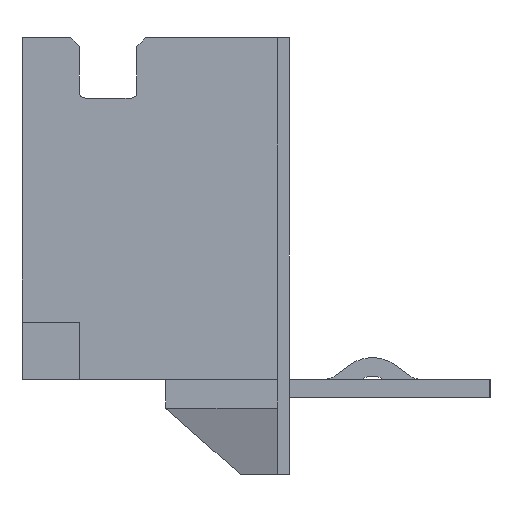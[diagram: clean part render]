
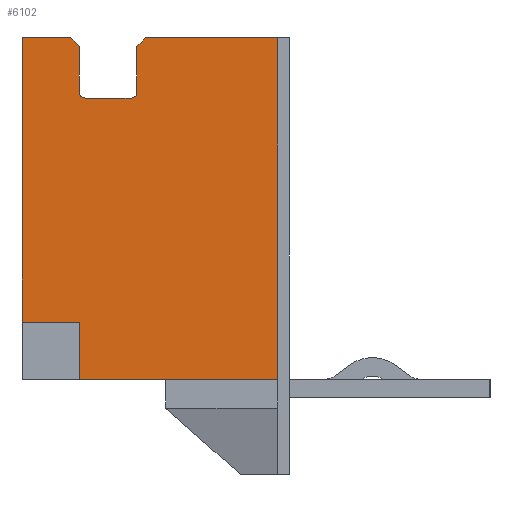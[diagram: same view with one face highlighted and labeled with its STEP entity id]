
A CAD part, left-side view. The second image highlights one B-rep face of the part: STEP entity #6102.
In plain terms, the highlighted planar face has unit normal (-1, 0, 0).
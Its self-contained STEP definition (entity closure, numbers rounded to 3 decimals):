
#57=DIRECTION('',(0.,-1.,0.));
#58=VECTOR('',#57,3.45);
#59=CARTESIAN_POINT('',(-9.,1.325,-2.15));
#60=LINE('',#59,#58);
#205=DIRECTION('',(0.,0.,1.));
#206=VECTOR('',#205,1.);
#207=CARTESIAN_POINT('',(-9.,1.325,-2.15));
#208=LINE('',#207,#206);
#209=DIRECTION('',(0.,-1.,0.));
#210=VECTOR('',#209,1.);
#211=CARTESIAN_POINT('',(-9.,2.325,-1.15));
#212=LINE('',#211,#210);
#213=DIRECTION('',(0.,0.,1.));
#214=VECTOR('',#213,4.95);
#215=CARTESIAN_POINT('',(-9.,2.325,-1.15));
#216=LINE('',#215,#214);
#217=DIRECTION('',(0.,0.,-1.));
#218=VECTOR('',#217,0.8);
#219=CARTESIAN_POINT('',(-9.,1.325,3.65));
#220=LINE('',#219,#218);
#221=CARTESIAN_POINT('',(-9.,1.225,2.85));
#222=DIRECTION('',(1.,0.,0.));
#223=DIRECTION('',(0.,0.,-1.));
#224=AXIS2_PLACEMENT_3D('',#221,#222,#223);
#226=DIRECTION('',(0.,1.,0.));
#227=VECTOR('',#226,0.8);
#228=CARTESIAN_POINT('',(-9.,0.425,2.75));
#229=LINE('',#228,#227);
#230=CARTESIAN_POINT('',(-9.,0.425,2.85));
#231=DIRECTION('',(1.,0.,0.));
#232=DIRECTION('',(0.,-1.,0.));
#233=AXIS2_PLACEMENT_3D('',#230,#231,#232);
#235=DIRECTION('',(0.,0.,-1.));
#236=VECTOR('',#235,0.8);
#237=CARTESIAN_POINT('',(-9.,0.325,3.65));
#238=LINE('',#237,#236);
#239=DIRECTION('',(0.,0.,1.));
#240=VECTOR('',#239,5.95);
#241=CARTESIAN_POINT('',(-9.,-2.125,-2.15));
#242=LINE('',#241,#240);
#337=DIRECTION('',(0.,0.707,-0.707));
#338=VECTOR('',#337,0.212);
#339=CARTESIAN_POINT('',(-9.,0.175,3.8));
#340=LINE('',#339,#338);
#345=DIRECTION('',(0.,-1.,0.));
#346=VECTOR('',#345,0.85);
#347=CARTESIAN_POINT('',(-9.,2.325,3.8));
#348=LINE('',#347,#346);
#365=DIRECTION('',(0.,-1.,0.));
#366=VECTOR('',#365,2.3);
#367=CARTESIAN_POINT('',(-9.,0.175,3.8));
#368=LINE('',#367,#366);
#517=DIRECTION('',(0.,-0.707,-0.707));
#518=VECTOR('',#517,0.212);
#519=CARTESIAN_POINT('',(-9.,1.475,3.8));
#520=LINE('',#519,#518);
#4480=CARTESIAN_POINT('',(-9.,2.325,3.8));
#4482=VERTEX_POINT('',#4480);
#4487=CARTESIAN_POINT('',(-9.,0.325,2.85));
#4488=CARTESIAN_POINT('',(-9.,0.425,2.75));
#4489=VERTEX_POINT('',#4487);
#4490=VERTEX_POINT('',#4488);
#4491=CARTESIAN_POINT('',(-9.,1.225,2.75));
#4492=VERTEX_POINT('',#4491);
#4493=CARTESIAN_POINT('',(-9.,1.325,2.85));
#4494=VERTEX_POINT('',#4493);
#4527=CARTESIAN_POINT('',(-9.,1.475,3.8));
#4528=VERTEX_POINT('',#4527);
#4529=CARTESIAN_POINT('',(-9.,1.325,3.65));
#4530=VERTEX_POINT('',#4529);
#4543=CARTESIAN_POINT('',(-9.,0.175,3.8));
#4545=VERTEX_POINT('',#4543);
#4547=CARTESIAN_POINT('',(-9.,0.325,3.65));
#4549=VERTEX_POINT('',#4547);
#5359=CARTESIAN_POINT('',(-9.,1.325,-2.15));
#5360=CARTESIAN_POINT('',(-9.,1.325,-1.15));
#5361=VERTEX_POINT('',#5359);
#5362=VERTEX_POINT('',#5360);
#5363=CARTESIAN_POINT('',(-9.,2.325,-1.15));
#5364=VERTEX_POINT('',#5363);
#5371=CARTESIAN_POINT('',(-9.,-2.125,-2.15));
#5372=VERTEX_POINT('',#5371);
#5687=CARTESIAN_POINT('',(-9.,-2.125,3.8));
#5688=VERTEX_POINT('',#5687);
#6069=CARTESIAN_POINT('',(-9.,2.325,-3.8));
#6070=DIRECTION('',(-1.,0.,0.));
#6071=DIRECTION('',(0.,-1.,0.));
#6072=AXIS2_PLACEMENT_3D('',#6069,#6070,#6071);
#6073=PLANE('',#6072);
#6074=ORIENTED_EDGE('',*,*,#6059,.T.);
#6076=ORIENTED_EDGE('',*,*,#6075,.F.);
#6078=ORIENTED_EDGE('',*,*,#6077,.T.);
#6080=ORIENTED_EDGE('',*,*,#6079,.T.);
#6082=ORIENTED_EDGE('',*,*,#6081,.T.);
#6084=ORIENTED_EDGE('',*,*,#6083,.T.);
#6086=ORIENTED_EDGE('',*,*,#6085,.F.);
#6088=ORIENTED_EDGE('',*,*,#6087,.F.);
#6090=ORIENTED_EDGE('',*,*,#6089,.F.);
#6092=ORIENTED_EDGE('',*,*,#6091,.F.);
#6094=ORIENTED_EDGE('',*,*,#6093,.F.);
#6096=ORIENTED_EDGE('',*,*,#6095,.T.);
#6098=ORIENTED_EDGE('',*,*,#6097,.F.);
#6099=ORIENTED_EDGE('',*,*,#5913,.F.);
#6100=EDGE_LOOP('',(#6074,#6076,#6078,#6080,#6082,#6084,#6086,#6088,#6090,#6092,
#6094,#6096,#6098,#6099));
#6101=FACE_OUTER_BOUND('',#6100,.F.);
#6102=ADVANCED_FACE('',(#6101),#6073,.T.);
#225=CIRCLE('',#224,0.1);
#234=CIRCLE('',#233,0.1);
#5913=EDGE_CURVE('',#5361,#5372,#60,.T.);
#6059=EDGE_CURVE('',#5361,#5362,#208,.T.);
#6075=EDGE_CURVE('',#5364,#5362,#212,.T.);
#6077=EDGE_CURVE('',#5364,#4482,#216,.T.);
#6079=EDGE_CURVE('',#4482,#4528,#348,.T.);
#6081=EDGE_CURVE('',#4528,#4530,#520,.T.);
#6083=EDGE_CURVE('',#4530,#4494,#220,.T.);
#6085=EDGE_CURVE('',#4492,#4494,#225,.T.);
#6087=EDGE_CURVE('',#4490,#4492,#229,.T.);
#6089=EDGE_CURVE('',#4489,#4490,#234,.T.);
#6091=EDGE_CURVE('',#4549,#4489,#238,.T.);
#6093=EDGE_CURVE('',#4545,#4549,#340,.T.);
#6095=EDGE_CURVE('',#4545,#5688,#368,.T.);
#6097=EDGE_CURVE('',#5372,#5688,#242,.T.);
